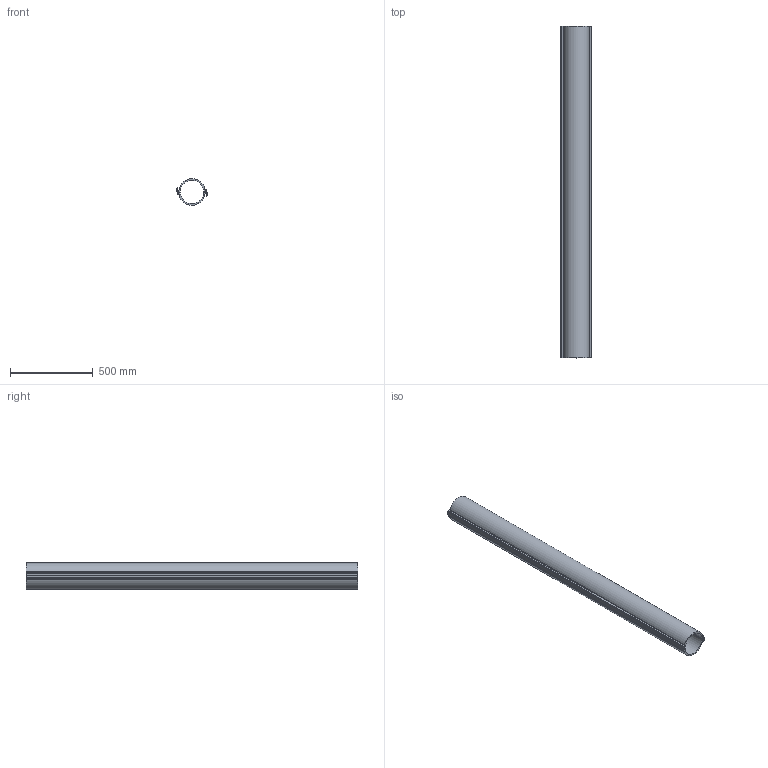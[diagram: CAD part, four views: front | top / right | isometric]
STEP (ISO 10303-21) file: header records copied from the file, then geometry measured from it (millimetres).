
FILE_DESCRIPTION (( 'STEP AP203' ), '1' );
FILE_NAME ('CTR30-160-K05-3 Ðàçáîðíàÿ òðóáà d160 (3ì).STEP', '2016-06-16T11:47:14', ( '' ), ( '' ), 'SwSTEP 2.0', 'SolidWorks 2014', '' );
FILE_SCHEMA (( 'CONFIG_CONTROL_DESIGN' ));
Length unit declared in the file: millimetre
Products named in the file (1): CTR30-160-K05-3 Ðàçáîðíàÿ òðóáà d160 (3ì)
Bounding box: 186 x 2000 x 159.99 mm (x, y, z)
Volume: 9553186.2 mm3; surface area: 2520793.9 mm2
Topology: 2 solids, 2 shells, 88 faces, 252 edges, 168 vertices
Faces by surface type: cylinder 46, plane 42
Entity records: 2983 total; most frequent: DIRECTION 522, CARTESIAN_POINT 509, ORIENTED_EDGE 504, EDGE_CURVE 252, AXIS2_PLACEMENT_3D 181, VERTEX_POINT 168, VECTOR 160, LINE 160
